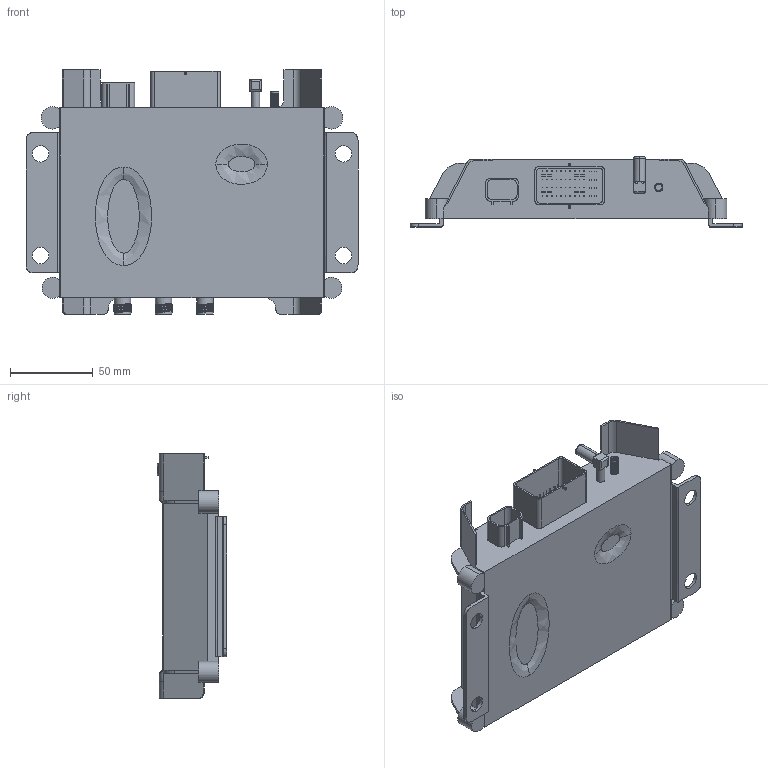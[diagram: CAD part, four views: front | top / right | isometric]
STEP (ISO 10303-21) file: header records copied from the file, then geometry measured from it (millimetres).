
FILE_DESCRIPTION (( 'STEP AP203' ), '1' );
FILE_NAME ('Modem R imprimable.STEP', '2024-03-06T13:43:39', ( '' ), ( '' ), 'SwSTEP 2.0', 'SolidWorks 2022', '' );
FILE_SCHEMA (( 'CONFIG_CONTROL_DESIGN' ));
Length unit declared in the file: millimetre
Products named in the file (1): Modem R imprimable
Bounding box: 201 x 42.35 x 148 mm (x, y, z)
Volume: 606597.8 mm3; surface area: 81723.1 mm2
Topology: 1 solids, 1 shells, 589 faces, 1508 edges, 992 vertices
Faces by surface type: cylinder 321, plane 230, bspline 36, torus 2
Entity records: 30972 total; most frequent: CARTESIAN_POINT 17442, ORIENTED_EDGE 3016, DIRECTION 2555, EDGE_CURVE 1508, VERTEX_POINT 992, AXIS2_PLACEMENT_3D 909, LINE 737, VECTOR 737
